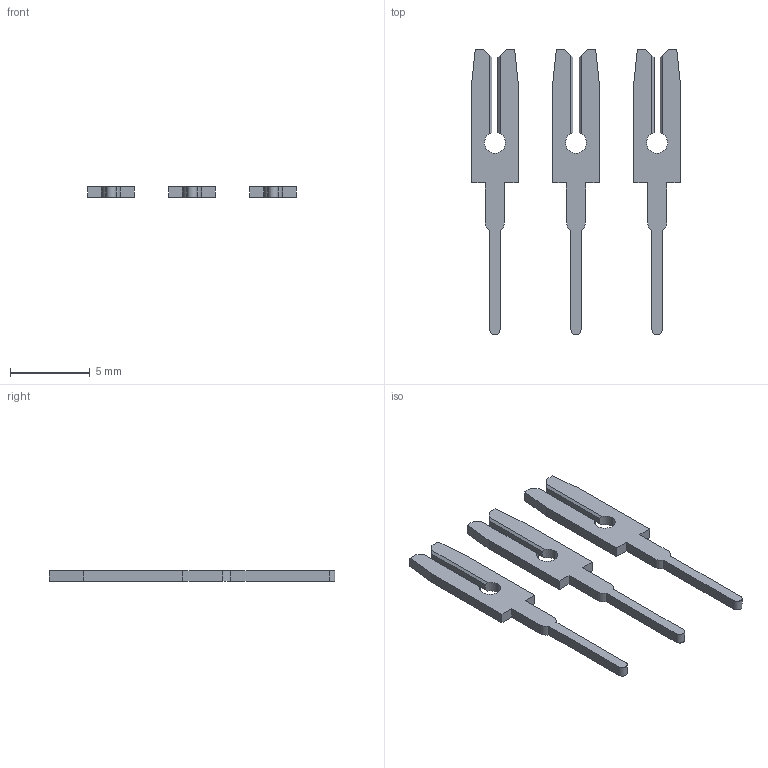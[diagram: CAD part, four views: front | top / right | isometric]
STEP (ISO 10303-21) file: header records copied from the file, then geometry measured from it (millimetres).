
FILE_DESCRIPTION (( 'STEP AP203' ), '1' );
FILE_NAME ('103-003-251-200.STEP', '2020-04-09T19:32:12', ( '' ), ( '' ), 'SwSTEP 2.0', 'SolidWorks 2016', '' );
FILE_SCHEMA (( 'CONFIG_CONTROL_DESIGN' ));
Length unit declared in the file: inch
Products named in the file (2): 103-003-251-200; 100-290-001_100-290-251
Assembly tree (3 placements, depth 2):
  103-003-251-200
    100-290-001_100-290-251  x3
Bounding box: 13.08 x 17.91 x 0.66 mm (x, y, z)
Volume: 54.9 mm3; surface area: 269.6 mm2
Topology: 3 solids, 3 shells, 84 faces, 234 edges, 156 vertices
Faces by surface type: plane 66, cylinder 18
Entity records: 1158 total; most frequent: CARTESIAN_POINT 176, ORIENTED_EDGE 156, DIRECTION 154, EDGE_CURVE 78, VECTOR 62, LINE 62, VERTEX_POINT 52, AXIS2_PLACEMENT_3D 46
